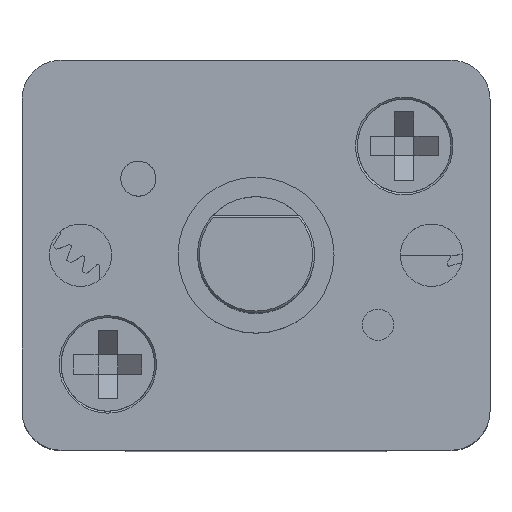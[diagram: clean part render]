
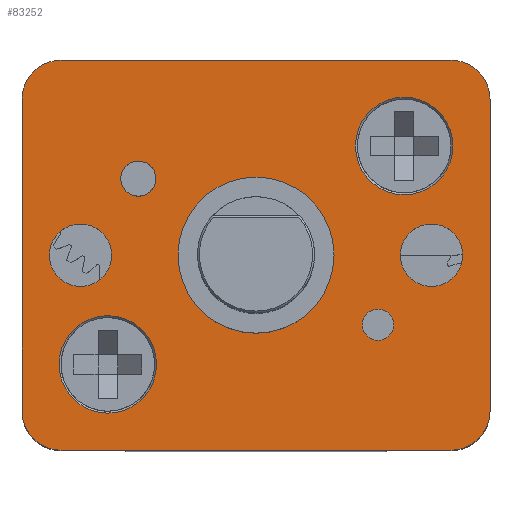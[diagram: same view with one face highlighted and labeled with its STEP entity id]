
A CAD part, top view. The second image highlights one B-rep face of the part: STEP entity #83252.
In plain terms, the highlighted planar face has unit normal (0, 0, 1).
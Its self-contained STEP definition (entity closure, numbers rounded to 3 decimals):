
#307 = ORIENTED_EDGE ( 'NONE', *, *, #45079, .F. ) ;
#1582 = EDGE_LOOP ( 'NONE', ( #79233 ) ) ;
#1605 = CARTESIAN_POINT ( 'NONE',  ( -6., -4., 9. ) ) ;
#1709 = FACE_BOUND ( 'NONE', #1582, .T. ) ;
#2110 = CARTESIAN_POINT ( 'NONE',  ( -3.8, -2.8, 9. ) ) ;
#5933 = AXIS2_PLACEMENT_3D ( 'NONE', #114015, #63197, #60874 ) ;
#5970 = ORIENTED_EDGE ( 'NONE', *, *, #91136, .F. ) ;
#6692 = EDGE_CURVE ( 'NONE', #41197, #100441, #7057, .T. ) ;
#6966 = CARTESIAN_POINT ( 'NONE',  ( -5.05, -2.8, 9. ) ) ;
#7057 = CIRCLE ( 'NONE', #68523, 1. ) ;
#8468 = CARTESIAN_POINT ( 'NONE',  ( 5., 5., 9. ) ) ;
#8592 = CARTESIAN_POINT ( 'NONE',  ( -4.5, 0., 9. ) ) ;
#9356 = ORIENTED_EDGE ( 'NONE', *, *, #69053, .F. ) ;
#9869 = EDGE_LOOP ( 'NONE', ( #307 ) ) ;
#10400 = VERTEX_POINT ( 'NONE', #6966 ) ;
#11022 = EDGE_LOOP ( 'NONE', ( #15337 ) ) ;
#12284 = CIRCLE ( 'NONE', #114560, 0.8 ) ;
#12907 = ORIENTED_EDGE ( 'NONE', *, *, #93573, .F. ) ;
#13211 = EDGE_CURVE ( 'NONE', #38894, #47682, #104785, .T. ) ;
#13900 = DIRECTION ( 'NONE',  ( 0., 0., -1. ) ) ;
#14045 = EDGE_CURVE ( 'NONE', #52220, #52220, #44727, .T. ) ;
#15337 = ORIENTED_EDGE ( 'NONE', *, *, #52955, .F. ) ;
#15770 = CARTESIAN_POINT ( 'NONE',  ( 3.128, -1.782, 9. ) ) ;
#16643 = CARTESIAN_POINT ( 'NONE',  ( 6., 4., 9. ) ) ;
#16995 = AXIS2_PLACEMENT_3D ( 'NONE', #29581, #91387, #99517 ) ;
#17209 = VERTEX_POINT ( 'NONE', #76685 ) ;
#18230 = VERTEX_POINT ( 'NONE', #85362 ) ;
#19122 = CARTESIAN_POINT ( 'NONE',  ( -5., -4., 9. ) ) ;
#20949 = AXIS2_PLACEMENT_3D ( 'NONE', #2110, #90091, #107523 ) ;
#21559 = DIRECTION ( 'NONE',  ( 0., 0., -1. ) ) ;
#23545 = EDGE_LOOP ( 'NONE', ( #44888 ) ) ;
#24093 = CIRCLE ( 'NONE', #5933, 0.8 ) ;
#24513 = CARTESIAN_POINT ( 'NONE',  ( -3.7, 0., 9. ) ) ;
#24856 = DIRECTION ( 'NONE',  ( 0., 0., 1. ) ) ;
#24870 = CARTESIAN_POINT ( 'NONE',  ( 3.8, 2.8, 9. ) ) ;
#27152 = CARTESIAN_POINT ( 'NONE',  ( -6., 4., 9. ) ) ;
#27464 = AXIS2_PLACEMENT_3D ( 'NONE', #83416, #21559, #57028 ) ;
#28059 = DIRECTION ( 'NONE',  ( 0., 0., 1. ) ) ;
#28069 = DIRECTION ( 'NONE',  ( 0., 0., -1. ) ) ;
#29313 = AXIS2_PLACEMENT_3D ( 'NONE', #69239, #24856, #113849 ) ;
#29581 = CARTESIAN_POINT ( 'NONE',  ( 5., 4., 9. ) ) ;
#33151 = AXIS2_PLACEMENT_3D ( 'NONE', #24870, #87098, #85571 ) ;
#38894 = VERTEX_POINT ( 'NONE', #16643 ) ;
#41197 = VERTEX_POINT ( 'NONE', #91878 ) ;
#41630 = CIRCLE ( 'NONE', #20949, 1.25 ) ;
#41901 = CARTESIAN_POINT ( 'NONE',  ( -6., 5., 9. ) ) ;
#41910 = DIRECTION ( 'NONE',  ( 0., 1., 0. ) ) ;
#42332 = CIRCLE ( 'NONE', #33151, 1.25 ) ;
#43052 = CARTESIAN_POINT ( 'NONE',  ( -3.017, 1.964, 9. ) ) ;
#44727 = CIRCLE ( 'NONE', #29313, 2. ) ;
#44870 = FACE_BOUND ( 'NONE', #66538, .T. ) ;
#44888 = ORIENTED_EDGE ( 'NONE', *, *, #14045, .F. ) ;
#45079 = EDGE_CURVE ( 'NONE', #85428, #85428, #52889, .T. ) ;
#47026 = EDGE_LOOP ( 'NONE', ( #88512, #52662, #9356, #87218, #114292, #101681, #12907, #91300 ) ) ;
#47682 = VERTEX_POINT ( 'NONE', #47942 ) ;
#47942 = CARTESIAN_POINT ( 'NONE',  ( 6., -4., 9. ) ) ;
#48409 = EDGE_CURVE ( 'NONE', #100441, #76611, #67186, .T. ) ;
#48493 = CIRCLE ( 'NONE', #16995, 1. ) ;
#49433 = CARTESIAN_POINT ( 'NONE',  ( 2., 0., 9. ) ) ;
#50199 = EDGE_CURVE ( 'NONE', #53127, #82827, #60988, .T. ) ;
#50517 = DIRECTION ( 'NONE',  ( 1., 0., 0. ) ) ;
#50993 = CARTESIAN_POINT ( 'NONE',  ( 2.55, 2.8, 9. ) ) ;
#51438 = CARTESIAN_POINT ( 'NONE',  ( -6., -5., 9. ) ) ;
#52053 = DIRECTION ( 'NONE',  ( 0., 0., 1. ) ) ;
#52220 = VERTEX_POINT ( 'NONE', #49433 ) ;
#52662 = ORIENTED_EDGE ( 'NONE', *, *, #101113, .F. ) ;
#52889 = CIRCLE ( 'NONE', #103731, 0.45 ) ;
#52955 = EDGE_CURVE ( 'NONE', #17209, #17209, #53330, .T. ) ;
#53127 = VERTEX_POINT ( 'NONE', #54712 ) ;
#53330 = CIRCLE ( 'NONE', #75268, 0.4 ) ;
#54712 = CARTESIAN_POINT ( 'NONE',  ( -5., 5., 9. ) ) ;
#54805 = VECTOR ( 'NONE', #111280, 1000. ) ;
#57028 = DIRECTION ( 'NONE',  ( 1., 0., 0. ) ) ;
#57599 = AXIS2_PLACEMENT_3D ( 'NONE', #85135, #13900, #97139 ) ;
#59160 = CARTESIAN_POINT ( 'NONE',  ( 5.3, 0., 9. ) ) ;
#60487 = VERTEX_POINT ( 'NONE', #50993 ) ;
#60874 = DIRECTION ( 'NONE',  ( 1., 0., 0. ) ) ;
#60988 = LINE ( 'NONE', #41901, #106841 ) ;
#61381 = CIRCLE ( 'NONE', #61786, 1. ) ;
#61786 = AXIS2_PLACEMENT_3D ( 'NONE', #92721, #100873, #108707 ) ;
#61834 = VERTEX_POINT ( 'NONE', #59160 ) ;
#62038 = VECTOR ( 'NONE', #68959, 1000. ) ;
#63197 = DIRECTION ( 'NONE',  ( 0., 0., 1. ) ) ;
#64209 = EDGE_CURVE ( 'NONE', #60487, #60487, #42332, .T. ) ;
#65511 = CARTESIAN_POINT ( 'NONE',  ( 6., 5., 9. ) ) ;
#66538 = EDGE_LOOP ( 'NONE', ( #5970 ) ) ;
#67186 = LINE ( 'NONE', #68428, #88041 ) ;
#68428 = CARTESIAN_POINT ( 'NONE',  ( -6., 5., 9. ) ) ;
#68523 = AXIS2_PLACEMENT_3D ( 'NONE', #19122, #28069, #90284 ) ;
#68959 = DIRECTION ( 'NONE',  ( -1., 0., 0. ) ) ;
#69053 = EDGE_CURVE ( 'NONE', #47682, #18230, #61381, .T. ) ;
#69239 = CARTESIAN_POINT ( 'NONE',  ( 0., 0., 9. ) ) ;
#69955 = DIRECTION ( 'NONE',  ( 1., 0., 0. ) ) ;
#71413 = ORIENTED_EDGE ( 'NONE', *, *, #64209, .T. ) ;
#72084 = DIRECTION ( 'NONE',  ( 1., 0., 0. ) ) ;
#72830 = FACE_BOUND ( 'NONE', #9869, .T. ) ;
#73394 = PLANE ( 'NONE',  #27464 ) ;
#75268 = AXIS2_PLACEMENT_3D ( 'NONE', #15770, #87752, #78076 ) ;
#75642 = CIRCLE ( 'NONE', #57599, 1. ) ;
#76611 = VERTEX_POINT ( 'NONE', #27152 ) ;
#76685 = CARTESIAN_POINT ( 'NONE',  ( 3.528, -1.782, 9. ) ) ;
#78076 = DIRECTION ( 'NONE',  ( 1., 0., 0. ) ) ;
#78590 = EDGE_CURVE ( 'NONE', #61834, #61834, #24093, .T. ) ;
#79233 = ORIENTED_EDGE ( 'NONE', *, *, #78590, .F. ) ;
#80772 = EDGE_LOOP ( 'NONE', ( #71413 ) ) ;
#82493 = FACE_BOUND ( 'NONE', #11022, .T. ) ;
#82827 = VERTEX_POINT ( 'NONE', #8468 ) ;
#83252 = ADVANCED_FACE ( 'NONE', ( #108861, #103266, #1709, #44870, #85249, #72830, #82493, #93557 ), #73394, .F. ) ;
#83416 = CARTESIAN_POINT ( 'NONE',  ( -6., 5., 9. ) ) ;
#85135 = CARTESIAN_POINT ( 'NONE',  ( -5., 4., 9. ) ) ;
#85249 = FACE_BOUND ( 'NONE', #23545, .T. ) ;
#85362 = CARTESIAN_POINT ( 'NONE',  ( 5., -5., 9. ) ) ;
#85428 = VERTEX_POINT ( 'NONE', #94865 ) ;
#85571 = DIRECTION ( 'NONE',  ( -1., 0., 0. ) ) ;
#87098 = DIRECTION ( 'NONE',  ( 0., 0., -1. ) ) ;
#87218 = ORIENTED_EDGE ( 'NONE', *, *, #13211, .F. ) ;
#87752 = DIRECTION ( 'NONE',  ( 0., 0., 1. ) ) ;
#88041 = VECTOR ( 'NONE', #41910, 1000. ) ;
#88512 = ORIENTED_EDGE ( 'NONE', *, *, #6692, .F. ) ;
#90091 = DIRECTION ( 'NONE',  ( 0., 0., -1. ) ) ;
#90284 = DIRECTION ( 'NONE',  ( 1., 0., 0. ) ) ;
#91136 = EDGE_CURVE ( 'NONE', #102092, #102092, #12284, .T. ) ;
#91198 = EDGE_CURVE ( 'NONE', #82827, #38894, #48493, .T. ) ;
#91300 = ORIENTED_EDGE ( 'NONE', *, *, #48409, .F. ) ;
#91387 = DIRECTION ( 'NONE',  ( 0., 0., -1. ) ) ;
#91878 = CARTESIAN_POINT ( 'NONE',  ( -5., -5., 9. ) ) ;
#92546 = ORIENTED_EDGE ( 'NONE', *, *, #98569, .T. ) ;
#92721 = CARTESIAN_POINT ( 'NONE',  ( 5., -4., 9. ) ) ;
#93557 = FACE_OUTER_BOUND ( 'NONE', #47026, .T. ) ;
#93573 = EDGE_CURVE ( 'NONE', #76611, #53127, #75642, .T. ) ;
#94865 = CARTESIAN_POINT ( 'NONE',  ( -2.567, 1.964, 9. ) ) ;
#97139 = DIRECTION ( 'NONE',  ( 1., 0., 0. ) ) ;
#98569 = EDGE_CURVE ( 'NONE', #10400, #10400, #41630, .T. ) ;
#99517 = DIRECTION ( 'NONE',  ( 1., 0., 0. ) ) ;
#100441 = VERTEX_POINT ( 'NONE', #1605 ) ;
#100825 = LINE ( 'NONE', #51438, #62038 ) ;
#100873 = DIRECTION ( 'NONE',  ( 0., 0., -1. ) ) ;
#101113 = EDGE_CURVE ( 'NONE', #18230, #41197, #100825, .T. ) ;
#101681 = ORIENTED_EDGE ( 'NONE', *, *, #50199, .F. ) ;
#102092 = VERTEX_POINT ( 'NONE', #24513 ) ;
#103203 = EDGE_LOOP ( 'NONE', ( #92546 ) ) ;
#103266 = FACE_BOUND ( 'NONE', #80772, .T. ) ;
#103731 = AXIS2_PLACEMENT_3D ( 'NONE', #43052, #52053, #69955 ) ;
#104785 = LINE ( 'NONE', #65511, #54805 ) ;
#106841 = VECTOR ( 'NONE', #50517, 1000. ) ;
#107523 = DIRECTION ( 'NONE',  ( -1., 0., 0. ) ) ;
#108707 = DIRECTION ( 'NONE',  ( 1., 0., 0. ) ) ;
#108861 = FACE_BOUND ( 'NONE', #103203, .T. ) ;
#111280 = DIRECTION ( 'NONE',  ( 0., -1., 0. ) ) ;
#113849 = DIRECTION ( 'NONE',  ( 1., 0., 0. ) ) ;
#114015 = CARTESIAN_POINT ( 'NONE',  ( 4.5, 0., 9. ) ) ;
#114292 = ORIENTED_EDGE ( 'NONE', *, *, #91198, .F. ) ;
#114560 = AXIS2_PLACEMENT_3D ( 'NONE', #8592, #28059, #72084 ) ;
